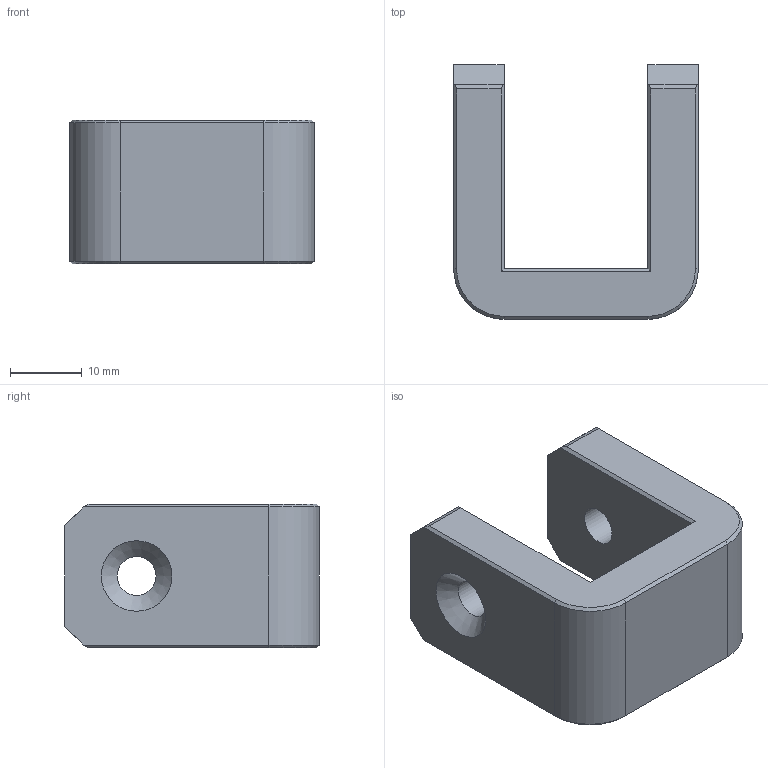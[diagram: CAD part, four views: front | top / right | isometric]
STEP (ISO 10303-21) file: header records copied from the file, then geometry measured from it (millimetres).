
FILE_DESCRIPTION(('FreeCAD Model'),'2;1');
FILE_NAME('Open CASCADE Shape Model','2025-08-23T02:06:37',(''),(''), 'Open CASCADE STEP processor 7.7','FreeCAD','Unknown');
FILE_SCHEMA(('AUTOMOTIVE_DESIGN { 1 0 10303 214 1 1 1 1 }'));
Length unit declared in the file: millimetre
Products named in the file (1): Butée
Bounding box: 34 x 35.4 x 20 mm (x, y, z)
Volume: 11712.6 mm3; surface area: 4971.5 mm2
Topology: 1 solids, 1 shells, 40 faces, 100 edges, 62 vertices
Faces by surface type: plane 30, cone 6, cylinder 4
Full cylindrical faces by diameter (mm): 5.4 x2
Entity records: 1196 total; most frequent: CARTESIAN_POINT 203, ORIENTED_EDGE 200, DIRECTION 196, EDGE_CURVE 100, LINE 86, VECTOR 86, VERTEX_POINT 62, AXIS2_PLACEMENT_3D 55
